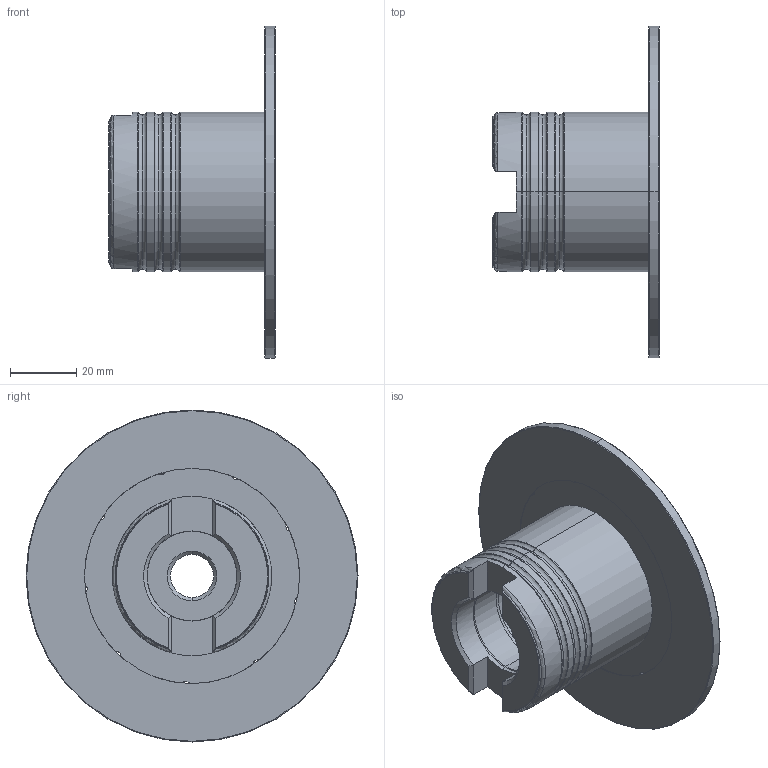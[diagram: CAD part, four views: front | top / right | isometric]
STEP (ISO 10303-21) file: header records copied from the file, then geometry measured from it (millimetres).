
FILE_DESCRIPTION (( 'STEP AP214' ), '1' );
FILE_NAME ('TFA-100-305-S08-9.STEP', '2019-05-28T12:21:42', ( '' ), ( '' ), 'SwSTEP 2.0', 'SolidWorks 2018', '' );
FILE_SCHEMA (( 'AUTOMOTIVE_DESIGN' ));
Length unit declared in the file: millimetre
Products named in the file (3): JSCHF163_1 pk; JSCHF163 pk_Kontrolle; TFA-100-305-S08-9
Assembly tree (2 placements, depth 2):
  TFA-100-305-S08-9
    JSCHF163_1 pk
    JSCHF163 pk_Kontrolle
Bounding box: 50 x 100 x 100 mm (x, y, z)
Volume: 84660.5 mm3; surface area: 30369.6 mm2
Topology: 2 solids, 2 shells, 220 faces, 552 edges, 321 vertices
Faces by surface type: cylinder 110, cone 58, torus 32, plane 20
Entity records: 7020 total; most frequent: DIRECTION 1284, CARTESIAN_POINT 1168, ORIENTED_EDGE 1068, AXIS2_PLACEMENT_3D 545, EDGE_CURVE 534, VERTEX_POINT 321, CIRCLE 320, EDGE_LOOP 263
